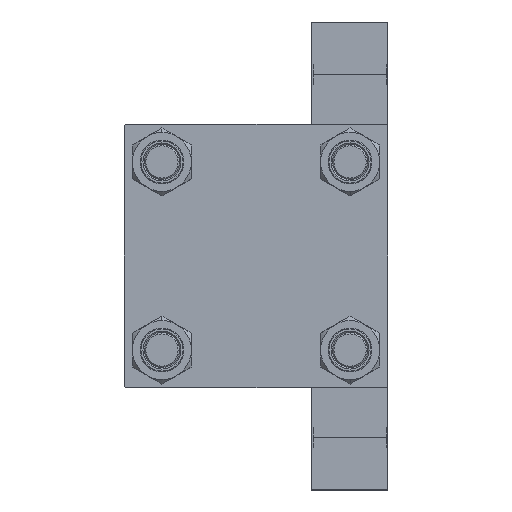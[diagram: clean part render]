
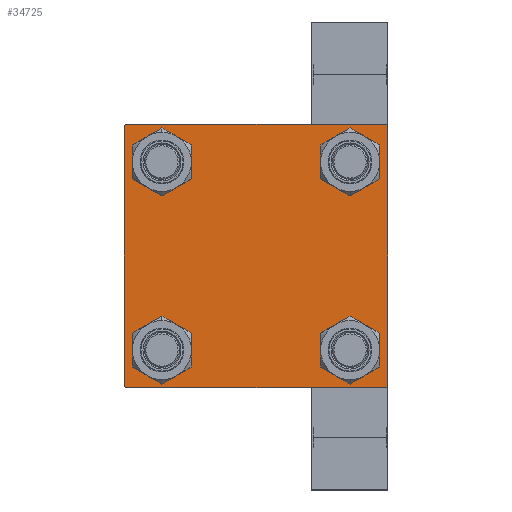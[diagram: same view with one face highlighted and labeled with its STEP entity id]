
A CAD part, left-side view. The second image highlights one B-rep face of the part: STEP entity #34725.
In plain terms, the highlighted planar face has unit normal (-1, 0, 0).
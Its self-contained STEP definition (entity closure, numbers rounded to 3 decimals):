
#90 = VERTEX_POINT ( 'NONE', #10453 ) ;
#116 = ORIENTED_EDGE ( 'NONE', *, *, #34574, .T. ) ;
#1368 = EDGE_CURVE ( 'NONE', #14790, #28293, #42121, .T. ) ;
#1613 = DIRECTION ( 'NONE',  ( 0., 0.707, 0.707 ) ) ;
#1622 = CARTESIAN_POINT ( 'NONE',  ( 0., 45., 45. ) ) ;
#1725 = CIRCLE ( 'NONE', #11845, 6.5 ) ;
#1792 = CARTESIAN_POINT ( 'NONE',  ( 0., -32.15, -25.65 ) ) ;
#2949 = EDGE_CURVE ( 'NONE', #46750, #43882, #24849, .T. ) ;
#3193 = CARTESIAN_POINT ( 'NONE',  ( 0., 32.15, 25.65 ) ) ;
#4487 = ORIENTED_EDGE ( 'NONE', *, *, #6355, .T. ) ;
#5092 = DIRECTION ( 'NONE',  ( 0., 0., 1. ) ) ;
#5117 = LINE ( 'NONE', #28119, #11485 ) ;
#5358 = DIRECTION ( 'NONE',  ( 0., -0.707, 0.707 ) ) ;
#5916 = ORIENTED_EDGE ( 'NONE', *, *, #26689, .T. ) ;
#6130 = CARTESIAN_POINT ( 'NONE',  ( 0., -32.15, -32.15 ) ) ;
#6261 = AXIS2_PLACEMENT_3D ( 'NONE', #6130, #17060, #9548 ) ;
#6355 = EDGE_CURVE ( 'NONE', #33336, #25687, #20053, .T. ) ;
#6886 = ORIENTED_EDGE ( 'NONE', *, *, #8469, .T. ) ;
#7070 = AXIS2_PLACEMENT_3D ( 'NONE', #8923, #19123, #45520 ) ;
#7249 = CARTESIAN_POINT ( 'NONE',  ( 0., -32.15, 25.65 ) ) ;
#7987 = FACE_BOUND ( 'NONE', #19544, .T. ) ;
#8469 = EDGE_CURVE ( 'NONE', #47317, #37876, #1725, .T. ) ;
#8575 = VERTEX_POINT ( 'NONE', #7249 ) ;
#8715 = VECTOR ( 'NONE', #44433, 1000. ) ;
#8766 = ORIENTED_EDGE ( 'NONE', *, *, #34668, .T. ) ;
#8923 = CARTESIAN_POINT ( 'NONE',  ( 0., 0., 0. ) ) ;
#9297 = ORIENTED_EDGE ( 'NONE', *, *, #22788, .T. ) ;
#9548 = DIRECTION ( 'NONE',  ( 0., 0., 1. ) ) ;
#10317 = ORIENTED_EDGE ( 'NONE', *, *, #29296, .T. ) ;
#10357 = DIRECTION ( 'NONE',  ( 1., 0., 0. ) ) ;
#10453 = CARTESIAN_POINT ( 'NONE',  ( 0., 44.5, -45. ) ) ;
#10577 = LINE ( 'NONE', #25331, #19578 ) ;
#10680 = ORIENTED_EDGE ( 'NONE', *, *, #33628, .F. ) ;
#10800 = EDGE_LOOP ( 'NONE', ( #4487, #39324, #35009, #8766, #10680, #26580, #15942, #40403 ) ) ;
#10976 = EDGE_CURVE ( 'NONE', #27719, #47096, #11973, .T. ) ;
#10991 = EDGE_CURVE ( 'NONE', #90, #13581, #14300, .T. ) ;
#11485 = VECTOR ( 'NONE', #27877, 1000. ) ;
#11570 = DIRECTION ( 'NONE',  ( 1., 0., 0. ) ) ;
#11845 = AXIS2_PLACEMENT_3D ( 'NONE', #23505, #12861, #5092 ) ;
#11876 = ORIENTED_EDGE ( 'NONE', *, *, #37261, .T. ) ;
#11886 = DIRECTION ( 'NONE',  ( 0., 0., 1. ) ) ;
#11973 = CIRCLE ( 'NONE', #15833, 6.5 ) ;
#12042 = DIRECTION ( 'NONE',  ( 0., 0., 1. ) ) ;
#12861 = DIRECTION ( 'NONE',  ( 1., 0., 0. ) ) ;
#12892 = FACE_BOUND ( 'NONE', #45464, .T. ) ;
#13031 = CARTESIAN_POINT ( 'NONE',  ( 0., -45., -44.5 ) ) ;
#13390 = VECTOR ( 'NONE', #25751, 1000. ) ;
#13581 = VERTEX_POINT ( 'NONE', #43281 ) ;
#14300 = LINE ( 'NONE', #33930, #35972 ) ;
#14790 = VERTEX_POINT ( 'NONE', #24549 ) ;
#15562 = CARTESIAN_POINT ( 'NONE',  ( 0., -44.5, 45. ) ) ;
#15833 = AXIS2_PLACEMENT_3D ( 'NONE', #28585, #22034, #47503 ) ;
#15942 = ORIENTED_EDGE ( 'NONE', *, *, #42535, .F. ) ;
#17060 = DIRECTION ( 'NONE',  ( 1., 0., 0. ) ) ;
#17896 = VECTOR ( 'NONE', #5358, 1000. ) ;
#17941 = EDGE_LOOP ( 'NONE', ( #10317, #26657 ) ) ;
#18389 = CARTESIAN_POINT ( 'NONE',  ( 0., 44.5, 45. ) ) ;
#18657 = CARTESIAN_POINT ( 'NONE',  ( 0., -32.15, -32.15 ) ) ;
#18793 = DIRECTION ( 'NONE',  ( 0., 0., 1. ) ) ;
#18843 = EDGE_CURVE ( 'NONE', #25687, #90, #5117, .T. ) ;
#19123 = DIRECTION ( 'NONE',  ( -1., 0., 0. ) ) ;
#19364 = DIRECTION ( 'NONE',  ( 0., -1., 0. ) ) ;
#19425 = CARTESIAN_POINT ( 'NONE',  ( 0., -32.15, 38.65 ) ) ;
#19544 = EDGE_LOOP ( 'NONE', ( #22777, #5916 ) ) ;
#19577 = AXIS2_PLACEMENT_3D ( 'NONE', #43564, #10357, #25116 ) ;
#19578 = VECTOR ( 'NONE', #33351, 1000. ) ;
#20053 = LINE ( 'NONE', #1622, #35865 ) ;
#21157 = CARTESIAN_POINT ( 'NONE',  ( 0., 45., 45. ) ) ;
#21465 = DIRECTION ( 'NONE',  ( 0., 0., 1. ) ) ;
#22034 = DIRECTION ( 'NONE',  ( 1., 0., 0. ) ) ;
#22750 = FACE_BOUND ( 'NONE', #40954, .T. ) ;
#22777 = ORIENTED_EDGE ( 'NONE', *, *, #10976, .T. ) ;
#22788 = EDGE_CURVE ( 'NONE', #46080, #8575, #43975, .T. ) ;
#22877 = CARTESIAN_POINT ( 'NONE',  ( 0., 32.15, -38.65 ) ) ;
#23505 = CARTESIAN_POINT ( 'NONE',  ( 0., 32.15, 32.15 ) ) ;
#23532 = CARTESIAN_POINT ( 'NONE',  ( 0., 32.15, 32.15 ) ) ;
#24351 = CARTESIAN_POINT ( 'NONE',  ( 0., 32.15, 38.65 ) ) ;
#24549 = CARTESIAN_POINT ( 'NONE',  ( 0., -45., 44.5 ) ) ;
#24741 = AXIS2_PLACEMENT_3D ( 'NONE', #41364, #11570, #12042 ) ;
#24849 = CIRCLE ( 'NONE', #41146, 6.5 ) ;
#25116 = DIRECTION ( 'NONE',  ( 0., 0., 1. ) ) ;
#25331 = CARTESIAN_POINT ( 'NONE',  ( 0., 44.75, 44.75 ) ) ;
#25687 = VERTEX_POINT ( 'NONE', #47214 ) ;
#25751 = DIRECTION ( 'NONE',  ( 0., -1., 0. ) ) ;
#26160 = VERTEX_POINT ( 'NONE', #18389 ) ;
#26421 = AXIS2_PLACEMENT_3D ( 'NONE', #23532, #38355, #18793 ) ;
#26580 = ORIENTED_EDGE ( 'NONE', *, *, #1368, .T. ) ;
#26657 = ORIENTED_EDGE ( 'NONE', *, *, #2949, .T. ) ;
#26689 = EDGE_CURVE ( 'NONE', #47096, #27719, #35605, .T. ) ;
#27416 = CARTESIAN_POINT ( 'NONE',  ( 0., -44.75, -44.75 ) ) ;
#27719 = VERTEX_POINT ( 'NONE', #45697 ) ;
#27877 = DIRECTION ( 'NONE',  ( 0., -0.707, -0.707 ) ) ;
#28119 = CARTESIAN_POINT ( 'NONE',  ( 0., 44.75, -44.75 ) ) ;
#28293 = VERTEX_POINT ( 'NONE', #15562 ) ;
#28585 = CARTESIAN_POINT ( 'NONE',  ( 0., 32.15, -32.15 ) ) ;
#29296 = EDGE_CURVE ( 'NONE', #43882, #46750, #38038, .T. ) ;
#30263 = FACE_BOUND ( 'NONE', #17941, .T. ) ;
#30393 = VERTEX_POINT ( 'NONE', #13031 ) ;
#31218 = FACE_OUTER_BOUND ( 'NONE', #10800, .T. ) ;
#32715 = CIRCLE ( 'NONE', #19577, 6.5 ) ;
#33046 = LINE ( 'NONE', #21157, #13390 ) ;
#33336 = VERTEX_POINT ( 'NONE', #33814 ) ;
#33351 = DIRECTION ( 'NONE',  ( 0., 0.707, -0.707 ) ) ;
#33628 = EDGE_CURVE ( 'NONE', #14790, #30393, #43933, .T. ) ;
#33699 = DIRECTION ( 'NONE',  ( 1., 0., 0. ) ) ;
#33814 = CARTESIAN_POINT ( 'NONE',  ( 0., 45., 44.5 ) ) ;
#33930 = CARTESIAN_POINT ( 'NONE',  ( 0., 45., -45. ) ) ;
#34233 = VECTOR ( 'NONE', #1613, 1000. ) ;
#34574 = EDGE_CURVE ( 'NONE', #37876, #47317, #34940, .T. ) ;
#34668 = EDGE_CURVE ( 'NONE', #13581, #30393, #35187, .T. ) ;
#34680 = AXIS2_PLACEMENT_3D ( 'NONE', #39896, #43783, #21465 ) ;
#34725 = ADVANCED_FACE ( 'NONE', ( #12892, #30263, #7987, #22750, #31218 ), #41425, .T. ) ;
#34850 = CARTESIAN_POINT ( 'NONE',  ( 0., -44.75, 44.75 ) ) ;
#34868 = CARTESIAN_POINT ( 'NONE',  ( 0., -32.15, -38.65 ) ) ;
#34940 = CIRCLE ( 'NONE', #26421, 6.5 ) ;
#35009 = ORIENTED_EDGE ( 'NONE', *, *, #10991, .T. ) ;
#35187 = LINE ( 'NONE', #27416, #17896 ) ;
#35605 = CIRCLE ( 'NONE', #24741, 6.5 ) ;
#35865 = VECTOR ( 'NONE', #37572, 1000. ) ;
#35972 = VECTOR ( 'NONE', #19364, 1000. ) ;
#37261 = EDGE_CURVE ( 'NONE', #8575, #46080, #32715, .T. ) ;
#37572 = DIRECTION ( 'NONE',  ( 0., 0., -1. ) ) ;
#37876 = VERTEX_POINT ( 'NONE', #24351 ) ;
#38038 = CIRCLE ( 'NONE', #6261, 6.5 ) ;
#38355 = DIRECTION ( 'NONE',  ( 1., 0., 0. ) ) ;
#39324 = ORIENTED_EDGE ( 'NONE', *, *, #18843, .T. ) ;
#39811 = CARTESIAN_POINT ( 'NONE',  ( 0., -45., 45. ) ) ;
#39896 = CARTESIAN_POINT ( 'NONE',  ( 0., -32.15, 32.15 ) ) ;
#40403 = ORIENTED_EDGE ( 'NONE', *, *, #43080, .T. ) ;
#40954 = EDGE_LOOP ( 'NONE', ( #116, #6886 ) ) ;
#41146 = AXIS2_PLACEMENT_3D ( 'NONE', #18657, #33699, #11886 ) ;
#41364 = CARTESIAN_POINT ( 'NONE',  ( 0., 32.15, -32.15 ) ) ;
#41425 = PLANE ( 'NONE',  #7070 ) ;
#42121 = LINE ( 'NONE', #34850, #34233 ) ;
#42535 = EDGE_CURVE ( 'NONE', #26160, #28293, #33046, .T. ) ;
#43080 = EDGE_CURVE ( 'NONE', #26160, #33336, #10577, .T. ) ;
#43281 = CARTESIAN_POINT ( 'NONE',  ( 0., -44.5, -45. ) ) ;
#43564 = CARTESIAN_POINT ( 'NONE',  ( 0., -32.15, 32.15 ) ) ;
#43783 = DIRECTION ( 'NONE',  ( 1., 0., 0. ) ) ;
#43882 = VERTEX_POINT ( 'NONE', #1792 ) ;
#43933 = LINE ( 'NONE', #39811, #8715 ) ;
#43975 = CIRCLE ( 'NONE', #34680, 6.5 ) ;
#44433 = DIRECTION ( 'NONE',  ( 0., 0., -1. ) ) ;
#45464 = EDGE_LOOP ( 'NONE', ( #9297, #11876 ) ) ;
#45520 = DIRECTION ( 'NONE',  ( 0., 0., 1. ) ) ;
#45697 = CARTESIAN_POINT ( 'NONE',  ( 0., 32.15, -25.65 ) ) ;
#46080 = VERTEX_POINT ( 'NONE', #19425 ) ;
#46750 = VERTEX_POINT ( 'NONE', #34868 ) ;
#47096 = VERTEX_POINT ( 'NONE', #22877 ) ;
#47214 = CARTESIAN_POINT ( 'NONE',  ( 0., 45., -44.5 ) ) ;
#47317 = VERTEX_POINT ( 'NONE', #3193 ) ;
#47503 = DIRECTION ( 'NONE',  ( 0., 0., 1. ) ) ;
